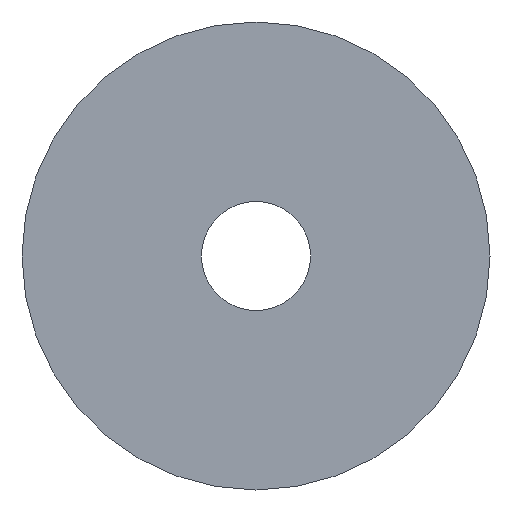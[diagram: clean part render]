
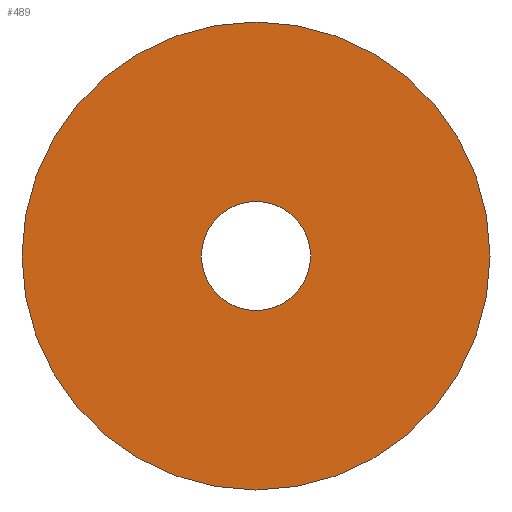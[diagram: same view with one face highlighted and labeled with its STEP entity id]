
A CAD part, left-side view. The second image highlights one B-rep face of the part: STEP entity #489.
In plain terms, the highlighted planar face has unit normal (-1, 0, 0).
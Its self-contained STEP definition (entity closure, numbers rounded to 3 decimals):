
#6 = EDGE_CURVE ( 'NONE', #47, #434, #11, .T. ) ;
#8 = DIRECTION ( 'NONE',  ( -1., 0., 0. ) ) ;
#11 = CIRCLE ( 'NONE', #420, 3. ) ;
#21 = CIRCLE ( 'NONE', #468, 0.7 ) ;
#34 = CARTESIAN_POINT ( 'NONE',  ( 0., 0., -0.7 ) ) ;
#47 = VERTEX_POINT ( 'NONE', #477 ) ;
#50 = DIRECTION ( 'NONE',  ( 1., 0., 0. ) ) ;
#72 = AXIS2_PLACEMENT_3D ( 'NONE', #305, #237, #461 ) ;
#76 = DIRECTION ( 'NONE',  ( -1., 0., 0. ) ) ;
#89 = FACE_BOUND ( 'NONE', #302, .T. ) ;
#123 = DIRECTION ( 'NONE',  ( -1., 0., 0. ) ) ;
#127 = CARTESIAN_POINT ( 'NONE',  ( 0., 0., 0.7 ) ) ;
#149 = ORIENTED_EDGE ( 'NONE', *, *, #258, .F. ) ;
#167 = DIRECTION ( 'NONE',  ( 0., 0., -1. ) ) ;
#173 = ORIENTED_EDGE ( 'NONE', *, *, #344, .F. ) ;
#182 = ORIENTED_EDGE ( 'NONE', *, *, #6, .T. ) ;
#204 = EDGE_LOOP ( 'NONE', ( #182, #443 ) ) ;
#234 = FACE_OUTER_BOUND ( 'NONE', #204, .T. ) ;
#237 = DIRECTION ( 'NONE',  ( -1., 0., 0. ) ) ;
#244 = AXIS2_PLACEMENT_3D ( 'NONE', #351, #123, #312 ) ;
#251 = VERTEX_POINT ( 'NONE', #34 ) ;
#258 = EDGE_CURVE ( 'NONE', #376, #251, #21, .T. ) ;
#262 = AXIS2_PLACEMENT_3D ( 'NONE', #396, #50, #167 ) ;
#298 = EDGE_CURVE ( 'NONE', #434, #47, #300, .T. ) ;
#300 = CIRCLE ( 'NONE', #72, 3. ) ;
#302 = EDGE_LOOP ( 'NONE', ( #149, #173 ) ) ;
#305 = CARTESIAN_POINT ( 'NONE',  ( 0., 0., 0. ) ) ;
#310 = DIRECTION ( 'NONE',  ( 0., 0., 1. ) ) ;
#312 = DIRECTION ( 'NONE',  ( 0., 0., 1. ) ) ;
#314 = PLANE ( 'NONE',  #262 ) ;
#336 = DIRECTION ( 'NONE',  ( 0., 0., 1. ) ) ;
#344 = EDGE_CURVE ( 'NONE', #251, #376, #479, .T. ) ;
#351 = CARTESIAN_POINT ( 'NONE',  ( 0., 0., 0. ) ) ;
#376 = VERTEX_POINT ( 'NONE', #127 ) ;
#396 = CARTESIAN_POINT ( 'NONE',  ( 0., 3., 0. ) ) ;
#418 = CARTESIAN_POINT ( 'NONE',  ( 0., 0., 0. ) ) ;
#420 = AXIS2_PLACEMENT_3D ( 'NONE', #418, #8, #310 ) ;
#434 = VERTEX_POINT ( 'NONE', #453 ) ;
#443 = ORIENTED_EDGE ( 'NONE', *, *, #298, .T. ) ;
#451 = CARTESIAN_POINT ( 'NONE',  ( 0., 0., 0. ) ) ;
#453 = CARTESIAN_POINT ( 'NONE',  ( 0., 0., -3. ) ) ;
#461 = DIRECTION ( 'NONE',  ( 0., 0., 1. ) ) ;
#468 = AXIS2_PLACEMENT_3D ( 'NONE', #451, #76, #336 ) ;
#477 = CARTESIAN_POINT ( 'NONE',  ( 0., 0., 3. ) ) ;
#479 = CIRCLE ( 'NONE', #244, 0.7 ) ;
#489 = ADVANCED_FACE ( 'NONE', ( #89, #234 ), #314, .F. ) ;
